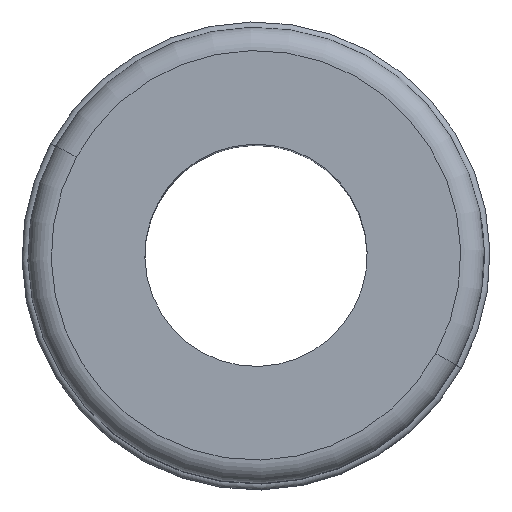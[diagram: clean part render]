
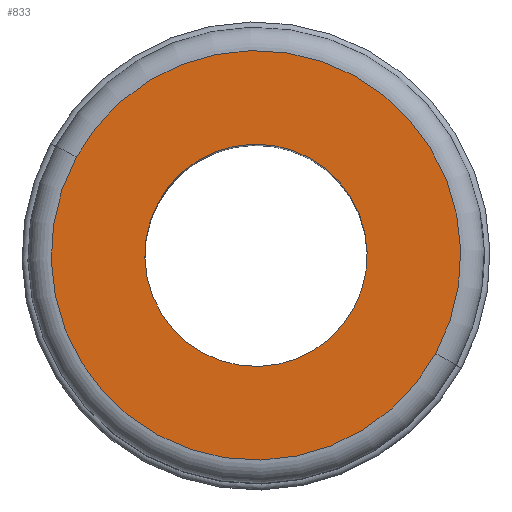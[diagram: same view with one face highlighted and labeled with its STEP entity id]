
A CAD part, top view. The second image highlights one B-rep face of the part: STEP entity #833.
In plain terms, the highlighted planar face has unit normal (0, 0, 1).
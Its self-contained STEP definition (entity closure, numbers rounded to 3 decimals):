
#199=CARTESIAN_POINT('Axis2P3D Location',(0.,0.,36.)) ;
#203=CARTESIAN_POINT('Vertex',(-8.337,4.555,36.)) ;
#205=CARTESIAN_POINT('Vertex',(8.337,-4.555,36.)) ;
#238=CARTESIAN_POINT('Axis2P3D Location',(0.,0.,36.)) ;
#776=CARTESIAN_POINT('Vertex',(15.358,-8.39,36.)) ;
#779=CARTESIAN_POINT('Axis2P3D Location',(0.,0.,36.)) ;
#783=CARTESIAN_POINT('Vertex',(-15.358,8.39,36.)) ;
#803=CARTESIAN_POINT('Axis2P3D Location',(0.,0.,36.)) ;
#820=CARTESIAN_POINT('Axis2P3D Location',(-9.5,0.,36.)) ;
#200=DIRECTION('Axis2P3D Direction',(0.,0.,-1.)) ;
#239=DIRECTION('Axis2P3D Direction',(0.,0.,-1.)) ;
#780=DIRECTION('Axis2P3D Direction',(0.,0.,-1.)) ;
#804=DIRECTION('Axis2P3D Direction',(-0.,0.,-1.)) ;
#821=DIRECTION('Axis2P3D Direction',(0.,0.,-1.)) ;
#822=DIRECTION('Axis2P3D XDirection',(1.,0.,0.)) ;
#201=AXIS2_PLACEMENT_3D('Circle Axis2P3D',#199,#200,$) ;
#240=AXIS2_PLACEMENT_3D('Circle Axis2P3D',#238,#239,$) ;
#781=AXIS2_PLACEMENT_3D('Circle Axis2P3D',#779,#780,$) ;
#805=AXIS2_PLACEMENT_3D('Circle Axis2P3D',#803,#804,$) ;
#823=AXIS2_PLACEMENT_3D('Plane Axis2P3D',#820,#821,#822) ;
#826=ORIENTED_EDGE('',*,*,#807,.F.) ;
#827=ORIENTED_EDGE('',*,*,#785,.F.) ;
#830=ORIENTED_EDGE('',*,*,#242,.T.) ;
#831=ORIENTED_EDGE('',*,*,#207,.T.) ;
#832=FACE_BOUND('',#829,.T.) ;
#833=ADVANCED_FACE('PartBody',(#828,#832),#824,.F.) ;
#202=CIRCLE('generated circle',#201,9.5) ;
#241=CIRCLE('generated circle',#240,9.5) ;
#782=CIRCLE('generated circle',#781,17.5) ;
#806=CIRCLE('generated circle',#805,17.5) ;
#207=EDGE_CURVE('',#204,#206,#202,.T.) ;
#242=EDGE_CURVE('',#206,#204,#241,.T.) ;
#785=EDGE_CURVE('',#777,#784,#782,.T.) ;
#807=EDGE_CURVE('',#784,#777,#806,.T.) ;
#825=EDGE_LOOP('',(#826,#827)) ;
#829=EDGE_LOOP('',(#830,#831)) ;
#828=FACE_OUTER_BOUND('',#825,.T.) ;
#824=PLANE('Plane',#823) ;
#204=VERTEX_POINT('',#203) ;
#206=VERTEX_POINT('',#205) ;
#777=VERTEX_POINT('',#776) ;
#784=VERTEX_POINT('',#783) ;
